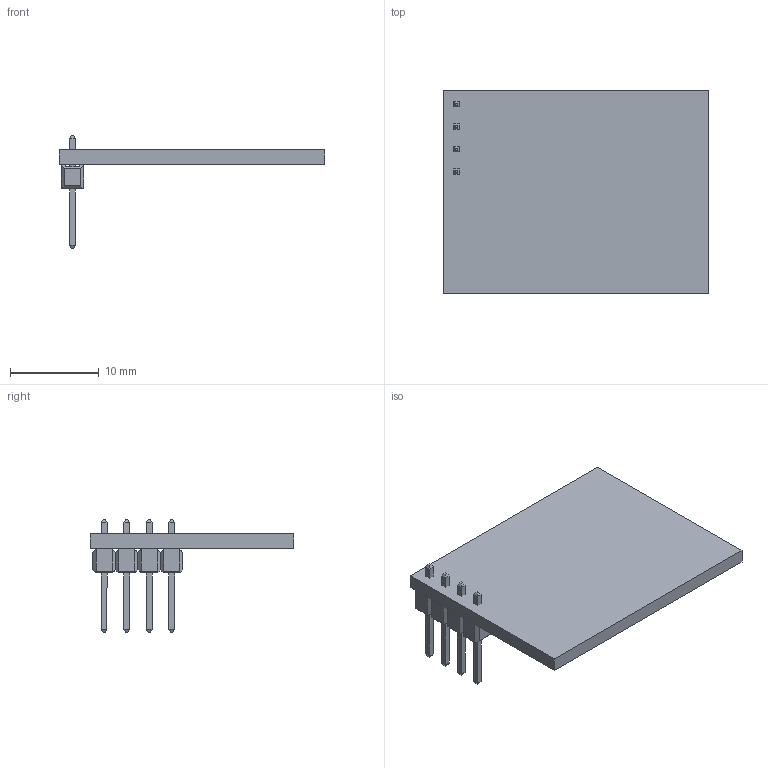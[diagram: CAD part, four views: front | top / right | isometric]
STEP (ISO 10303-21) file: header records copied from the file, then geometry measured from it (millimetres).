
FILE_DESCRIPTION(('FreeCAD Model'),'2;1');
FILE_NAME('Cube001_sp.step','2018-06-24T11:28:39',( 'kicad StepUp'),('ksu MCAD'),'Open CASCADE STEP processor 6.8', 'FreeCAD','Unknown');
FILE_SCHEMA(('AUTOMOTIVE_DESIGN_CC2 { 1 2 10303 214 -1 1 5 4 }'));
Length unit declared in the file: millimetre
Products named in the file (1): Cube001_sp
Bounding box: 30 x 23 x 12.7 mm (x, y, z)
Volume: 1123.6 mm3; surface area: 1823 mm2
Topology: 5 solids, 9 shells, 152 faces, 395 edges, 257 vertices
Faces by surface type: plane 136, bspline 16
Entity records: 5756 total; most frequent: CARTESIAN_POINT 1810, ORIENTED_EDGE 752, EDGE_CURVE 388, B_SPLINE_CURVE_WITH_KNOTS 383, DIRECTION 286, VERTEX_POINT 248, FACE_BOUND 160, EDGE_LOOP 160
